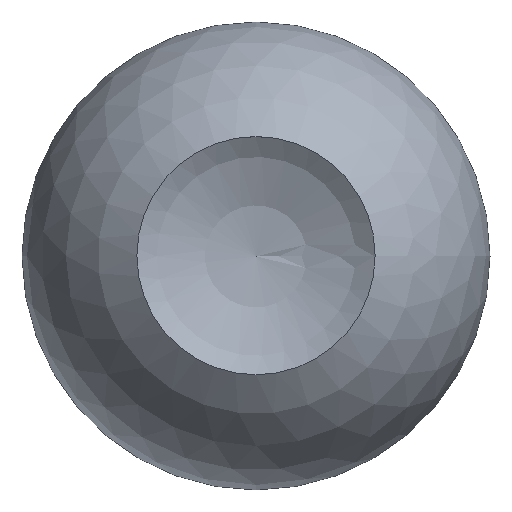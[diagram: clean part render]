
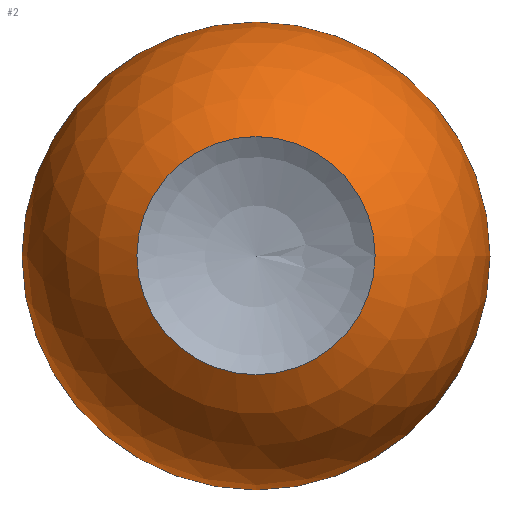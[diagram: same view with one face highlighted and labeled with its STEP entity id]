
A CAD part, top view. The second image highlights one B-rep face of the part: STEP entity #2.
In plain terms, the highlighted spherical face has radius 50 mm.
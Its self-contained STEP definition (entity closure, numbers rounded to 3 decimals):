
#2 = ADVANCED_FACE ( 'NONE', ( #52, #67 ), #176, .T. ) ;
#6 = CARTESIAN_POINT ( 'NONE',  ( 0., 0., 0. ) ) ;
#7 = DIRECTION ( 'NONE',  ( 0., 0., -1. ) ) ;
#12 = CIRCLE ( 'NONE', #30, 50. ) ;
#13 = CIRCLE ( 'NONE', #154, 50. ) ;
#14 = ORIENTED_EDGE ( 'NONE', *, *, #143, .F. ) ;
#15 = CARTESIAN_POINT ( 'NONE',  ( 0., -50., 0. ) ) ;
#16 = DIRECTION ( 'NONE',  ( -1., 0., 0. ) ) ;
#18 = DIRECTION ( 'NONE',  ( -1., 0., 0. ) ) ;
#30 = AXIS2_PLACEMENT_3D ( 'NONE', #175, #106, #190 ) ;
#38 = ORIENTED_EDGE ( 'NONE', *, *, #60, .T. ) ;
#52 = FACE_OUTER_BOUND ( 'NONE', #58, .T. ) ;
#55 = CIRCLE ( 'NONE', #91, 25.45 ) ;
#56 = CARTESIAN_POINT ( 'NONE',  ( 0., 0., 43.038 ) ) ;
#58 = EDGE_LOOP ( 'NONE', ( #14, #38 ) ) ;
#59 = CARTESIAN_POINT ( 'NONE',  ( -25.45, 0., 43.038 ) ) ;
#60 = EDGE_CURVE ( 'NONE', #198, #89, #12, .T. ) ;
#67 = FACE_BOUND ( 'NONE', #170, .T. ) ;
#71 = CARTESIAN_POINT ( 'NONE',  ( 0., 0., 0. ) ) ;
#73 = EDGE_CURVE ( 'NONE', #77, #128, #55, .T. ) ;
#77 = VERTEX_POINT ( 'NONE', #59 ) ;
#89 = VERTEX_POINT ( 'NONE', #130 ) ;
#91 = AXIS2_PLACEMENT_3D ( 'NONE', #139, #159, #18 ) ;
#104 = DIRECTION ( 'NONE',  ( 1., 0., 0. ) ) ;
#106 = DIRECTION ( 'NONE',  ( 0., 0., 1. ) ) ;
#115 = CARTESIAN_POINT ( 'NONE',  ( 25.45, 0., 43.038 ) ) ;
#125 = EDGE_CURVE ( 'NONE', #128, #77, #187, .T. ) ;
#128 = VERTEX_POINT ( 'NONE', #115 ) ;
#130 = CARTESIAN_POINT ( 'NONE',  ( 0., 50., 0. ) ) ;
#139 = CARTESIAN_POINT ( 'NONE',  ( 0., 0., 43.038 ) ) ;
#143 = EDGE_CURVE ( 'NONE', #198, #89, #13, .T. ) ;
#145 = AXIS2_PLACEMENT_3D ( 'NONE', #56, #167, #200 ) ;
#146 = ORIENTED_EDGE ( 'NONE', *, *, #125, .F. ) ;
#150 = ORIENTED_EDGE ( 'NONE', *, *, #73, .F. ) ;
#154 = AXIS2_PLACEMENT_3D ( 'NONE', #71, #199, #16 ) ;
#158 = AXIS2_PLACEMENT_3D ( 'NONE', #6, #7, #104 ) ;
#159 = DIRECTION ( 'NONE',  ( 0., 0., 1. ) ) ;
#167 = DIRECTION ( 'NONE',  ( 0., 0., 1. ) ) ;
#170 = EDGE_LOOP ( 'NONE', ( #150, #146 ) ) ;
#175 = CARTESIAN_POINT ( 'NONE',  ( 0., 0., 0. ) ) ;
#176 = SPHERICAL_SURFACE ( 'NONE', #158, 50. ) ;
#187 = CIRCLE ( 'NONE', #145, 25.45 ) ;
#190 = DIRECTION ( 'NONE',  ( 1., 0., 0. ) ) ;
#198 = VERTEX_POINT ( 'NONE', #15 ) ;
#199 = DIRECTION ( 'NONE',  ( 0., 0., -1. ) ) ;
#200 = DIRECTION ( 'NONE',  ( -1., 0., 0. ) ) ;
